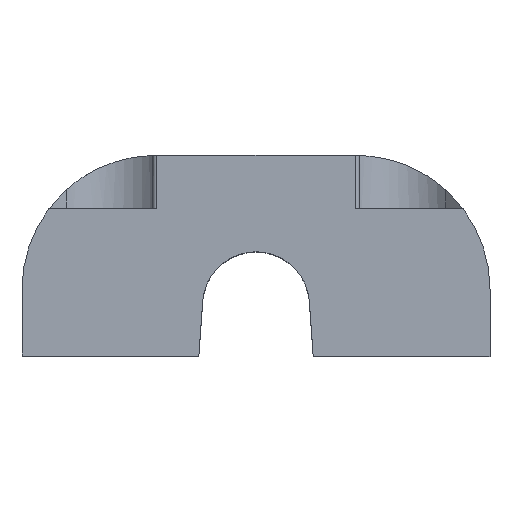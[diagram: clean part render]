
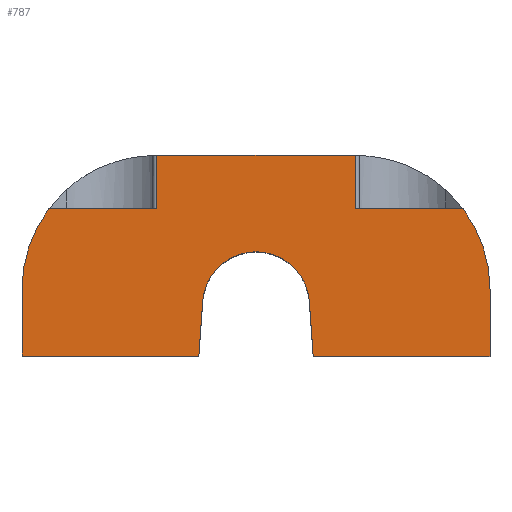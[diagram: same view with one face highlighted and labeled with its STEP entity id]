
A CAD part, top view. The second image highlights one B-rep face of the part: STEP entity #787.
In plain terms, the highlighted planar face has unit normal (0, 0, 1).
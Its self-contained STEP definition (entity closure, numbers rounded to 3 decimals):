
#5 = VERTEX_POINT ( 'NONE', #1004 ) ;
#36 = CARTESIAN_POINT ( 'NONE',  ( 7.422, 15., 11. ) ) ;
#42 = ORIENTED_EDGE ( 'NONE', *, *, #1259, .T. ) ;
#43 = DIRECTION ( 'NONE',  ( 0., -1., 0. ) ) ;
#48 = VECTOR ( 'NONE', #473, 1000. ) ;
#49 = CARTESIAN_POINT ( 'NONE',  ( -7.422, 0., 11. ) ) ;
#79 = DIRECTION ( 'NONE',  ( -0.07, -0.998, 0. ) ) ;
#86 = CARTESIAN_POINT ( 'NONE',  ( 0., 11., 11. ) ) ;
#87 = DIRECTION ( 'NONE',  ( 1., 0., 0. ) ) ;
#92 = LINE ( 'NONE', #477, #48 ) ;
#125 = VERTEX_POINT ( 'NONE', #719 ) ;
#146 = EDGE_CURVE ( 'NONE', #815, #242, #646, .T. ) ;
#155 = CARTESIAN_POINT ( 'NONE',  ( 13.1, 0., 11. ) ) ;
#158 = DIRECTION ( 'NONE',  ( 0., 1., 0. ) ) ;
#160 = CARTESIAN_POINT ( 'NONE',  ( 3.99, 4.079, 11. ) ) ;
#182 = VECTOR ( 'NONE', #957, 1000. ) ;
#185 = DIRECTION ( 'NONE',  ( -1., 0., 0. ) ) ;
#197 = ORIENTED_EDGE ( 'NONE', *, *, #582, .T. ) ;
#220 = ORIENTED_EDGE ( 'NONE', *, *, #225, .T. ) ;
#225 = EDGE_CURVE ( 'NONE', #5, #607, #1208, .T. ) ;
#234 = ORIENTED_EDGE ( 'NONE', *, *, #1483, .T. ) ;
#237 = ORIENTED_EDGE ( 'NONE', *, *, #1134, .F. ) ;
#242 = VERTEX_POINT ( 'NONE', #1217 ) ;
#284 = ORIENTED_EDGE ( 'NONE', *, *, #684, .F. ) ;
#293 = CARTESIAN_POINT ( 'NONE',  ( 15.5, 11., 11. ) ) ;
#315 = DIRECTION ( 'NONE',  ( 0., 0., 1. ) ) ;
#333 = EDGE_CURVE ( 'NONE', #370, #848, #1287, .T. ) ;
#342 = ORIENTED_EDGE ( 'NONE', *, *, #1336, .T. ) ;
#355 = VERTEX_POINT ( 'NONE', #36 ) ;
#370 = VERTEX_POINT ( 'NONE', #1537 ) ;
#381 = CARTESIAN_POINT ( 'NONE',  ( 17.5, 0., 11. ) ) ;
#387 = ORIENTED_EDGE ( 'NONE', *, *, #146, .F. ) ;
#416 = DIRECTION ( 'NONE',  ( -1., 0., 0. ) ) ;
#421 = DIRECTION ( 'NONE',  ( 0., 0., -1. ) ) ;
#428 = VERTEX_POINT ( 'NONE', #1279 ) ;
#438 = PLANE ( 'NONE',  #929 ) ;
#441 = EDGE_CURVE ( 'NONE', #370, #355, #727, .T. ) ;
#461 = ORIENTED_EDGE ( 'NONE', *, *, #709, .F. ) ;
#469 = VECTOR ( 'NONE', #1302, 1000. ) ;
#470 = CARTESIAN_POINT ( 'NONE',  ( 0., 0., 11. ) ) ;
#473 = DIRECTION ( 'NONE',  ( -0.07, 0.998, 0. ) ) ;
#477 = CARTESIAN_POINT ( 'NONE',  ( 3.99, 4.079, 11. ) ) ;
#520 = CARTESIAN_POINT ( 'NONE',  ( 0., 11., 11. ) ) ;
#553 = VECTOR ( 'NONE', #753, 1000. ) ;
#554 = VERTEX_POINT ( 'NONE', #1030 ) ;
#561 = CIRCLE ( 'NONE', #1137, 10. ) ;
#582 = EDGE_CURVE ( 'NONE', #1562, #355, #1549, .T. ) ;
#590 = LINE ( 'NONE', #1018, #553 ) ;
#596 = LINE ( 'NONE', #520, #469 ) ;
#605 = VERTEX_POINT ( 'NONE', #381 ) ;
#607 = VERTEX_POINT ( 'NONE', #293 ) ;
#646 = CIRCLE ( 'NONE', #1396, 4. ) ;
#654 = VECTOR ( 'NONE', #158, 1000. ) ;
#682 = LINE ( 'NONE', #1352, #654 ) ;
#684 = EDGE_CURVE ( 'NONE', #125, #1425, #682, .T. ) ;
#693 = DIRECTION ( 'NONE',  ( 0., 0., 1. ) ) ;
#704 = CARTESIAN_POINT ( 'NONE',  ( -7.5, 5., 11. ) ) ;
#709 = EDGE_CURVE ( 'NONE', #554, #848, #596, .T. ) ;
#710 = CARTESIAN_POINT ( 'NONE',  ( 0., 3.8, 11. ) ) ;
#719 = CARTESIAN_POINT ( 'NONE',  ( -17.5, 0., 11. ) ) ;
#726 = DIRECTION ( 'NONE',  ( 1., 0., 0. ) ) ;
#727 = LINE ( 'NONE', #1149, #970 ) ;
#740 = AXIS2_PLACEMENT_3D ( 'NONE', #1005, #315, #1105 ) ;
#753 = DIRECTION ( 'NONE',  ( 1., 0., 0. ) ) ;
#778 = EDGE_CURVE ( 'NONE', #948, #815, #92, .T. ) ;
#787 = ADVANCED_FACE ( 'NONE', ( #1568 ), #438, .F. ) ;
#791 = CARTESIAN_POINT ( 'NONE',  ( 7.422, 11., 11. ) ) ;
#792 = VECTOR ( 'NONE', #79, 1000. ) ;
#802 = LINE ( 'NONE', #1052, #182 ) ;
#815 = VERTEX_POINT ( 'NONE', #160 ) ;
#817 = ORIENTED_EDGE ( 'NONE', *, *, #830, .T. ) ;
#821 = DIRECTION ( 'NONE',  ( -1., 0., 0. ) ) ;
#825 = ORIENTED_EDGE ( 'NONE', *, *, #1006, .T. ) ;
#830 = EDGE_CURVE ( 'NONE', #125, #428, #1221, .T. ) ;
#831 = CARTESIAN_POINT ( 'NONE',  ( -3.99, 4.079, 11. ) ) ;
#848 = VERTEX_POINT ( 'NONE', #979 ) ;
#849 = DIRECTION ( 'NONE',  ( 0., 0., 1. ) ) ;
#916 = DIRECTION ( 'NONE',  ( 0., 1., 0. ) ) ;
#929 = AXIS2_PLACEMENT_3D ( 'NONE', #470, #421, #416 ) ;
#948 = VERTEX_POINT ( 'NONE', #1567 ) ;
#957 = DIRECTION ( 'NONE',  ( 0., 1., 0. ) ) ;
#958 = CARTESIAN_POINT ( 'NONE',  ( 7.422, 0., 11. ) ) ;
#970 = VECTOR ( 'NONE', #1053, 1000. ) ;
#979 = CARTESIAN_POINT ( 'NONE',  ( -7.422, 11., 11. ) ) ;
#1004 = CARTESIAN_POINT ( 'NONE',  ( 17.5, 5., 11. ) ) ;
#1005 = CARTESIAN_POINT ( 'NONE',  ( 7.5, 5., 11. ) ) ;
#1006 = EDGE_CURVE ( 'NONE', #554, #1425, #561, .T. ) ;
#1018 = CARTESIAN_POINT ( 'NONE',  ( 13.1, 0., 11. ) ) ;
#1030 = CARTESIAN_POINT ( 'NONE',  ( -15.5, 11., 11. ) ) ;
#1052 = CARTESIAN_POINT ( 'NONE',  ( 17.5, 0., 11. ) ) ;
#1053 = DIRECTION ( 'NONE',  ( 1., 0., 0. ) ) ;
#1080 = VECTOR ( 'NONE', #185, 1000. ) ;
#1105 = DIRECTION ( 'NONE',  ( -1., 0., 0. ) ) ;
#1126 = VECTOR ( 'NONE', #43, 1000. ) ;
#1128 = ORIENTED_EDGE ( 'NONE', *, *, #333, .T. ) ;
#1129 = LINE ( 'NONE', #831, #792 ) ;
#1134 = EDGE_CURVE ( 'NONE', #242, #428, #1129, .T. ) ;
#1137 = AXIS2_PLACEMENT_3D ( 'NONE', #704, #693, #821 ) ;
#1149 = CARTESIAN_POINT ( 'NONE',  ( -17.5, 15., 11. ) ) ;
#1172 = ORIENTED_EDGE ( 'NONE', *, *, #778, .F. ) ;
#1174 = EDGE_LOOP ( 'NONE', ( #42, #197, #1240, #1128, #461, #825, #284, #817, #237, #387, #1172, #342, #234, #220 ) ) ;
#1208 = CIRCLE ( 'NONE', #740, 10. ) ;
#1217 = CARTESIAN_POINT ( 'NONE',  ( -3.99, 4.079, 11. ) ) ;
#1221 = LINE ( 'NONE', #155, #1407 ) ;
#1240 = ORIENTED_EDGE ( 'NONE', *, *, #441, .F. ) ;
#1259 = EDGE_CURVE ( 'NONE', #607, #1562, #1414, .T. ) ;
#1279 = CARTESIAN_POINT ( 'NONE',  ( -4.275, 0., 11. ) ) ;
#1287 = LINE ( 'NONE', #49, #1126 ) ;
#1302 = DIRECTION ( 'NONE',  ( 1., 0., 0. ) ) ;
#1336 = EDGE_CURVE ( 'NONE', #948, #605, #590, .T. ) ;
#1352 = CARTESIAN_POINT ( 'NONE',  ( -17.5, 0., 11. ) ) ;
#1396 = AXIS2_PLACEMENT_3D ( 'NONE', #710, #849, #726 ) ;
#1407 = VECTOR ( 'NONE', #87, 1000. ) ;
#1414 = LINE ( 'NONE', #86, #1080 ) ;
#1425 = VERTEX_POINT ( 'NONE', #1435 ) ;
#1435 = CARTESIAN_POINT ( 'NONE',  ( -17.5, 5., 11. ) ) ;
#1483 = EDGE_CURVE ( 'NONE', #605, #5, #802, .T. ) ;
#1502 = VECTOR ( 'NONE', #916, 1000. ) ;
#1537 = CARTESIAN_POINT ( 'NONE',  ( -7.422, 15., 11. ) ) ;
#1549 = LINE ( 'NONE', #958, #1502 ) ;
#1562 = VERTEX_POINT ( 'NONE', #791 ) ;
#1567 = CARTESIAN_POINT ( 'NONE',  ( 4.275, 0., 11. ) ) ;
#1568 = FACE_OUTER_BOUND ( 'NONE', #1174, .T. ) ;
